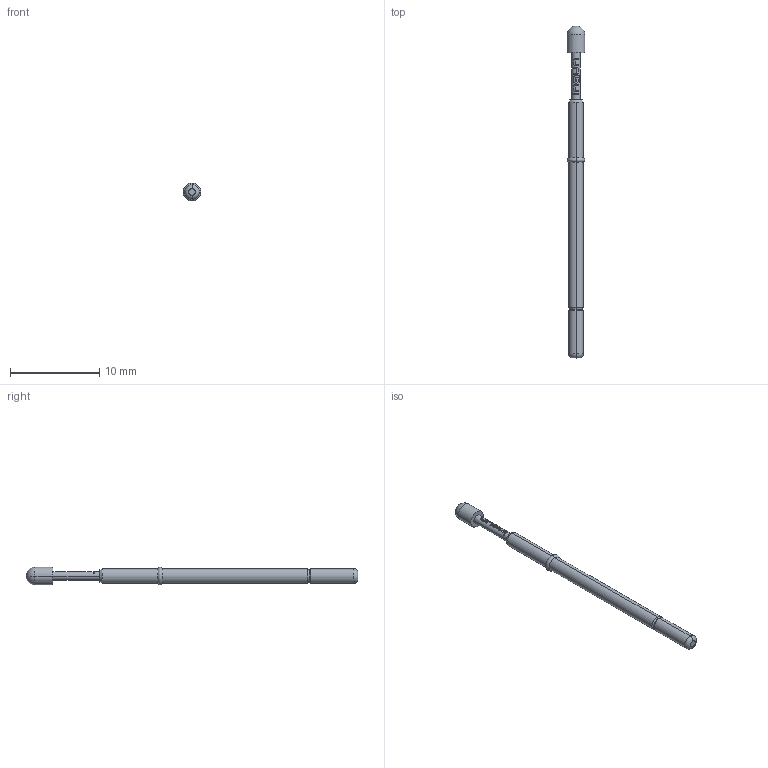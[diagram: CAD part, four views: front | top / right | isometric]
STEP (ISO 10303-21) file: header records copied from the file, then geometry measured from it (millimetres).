
FILE_DESCRIPTION (( 'STEP AP203' ), '1' );
FILE_NAME ('INGUN_GKS-112_305_200_A_xx07.STEP', '2020-08-10T09:25:30', ( '' ), ( '' ), 'SwSTEP 2.0', 'SolidWorks 2018', '' );
FILE_SCHEMA (( 'CONFIG_CONTROL_DESIGN' ));
Length unit declared in the file: millimetre
Products named in the file (1): INGUN_GKS-112_305_200_A_xx07
Bounding box: 2 x 37.3 x 2 mm (x, y, z)
Volume: 42.5 mm3; surface area: 348.9 mm2
Topology: 2 solids, 2 shells, 118 faces, 288 edges, 178 vertices
Faces by surface type: bspline 43, cylinder 24, plane 23, torus 20, cone 6, sphere 2
Entity records: 4514 total; most frequent: CARTESIAN_POINT 2147, ORIENTED_EDGE 564, DIRECTION 320, EDGE_CURVE 282, B_SPLINE_CURVE_WITH_KNOTS 186, VERTEX_POINT 176, AXIS2_PLACEMENT_3D 148, EDGE_LOOP 126
